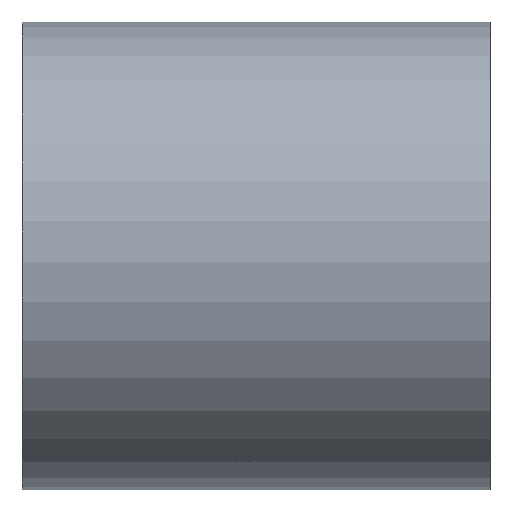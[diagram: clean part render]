
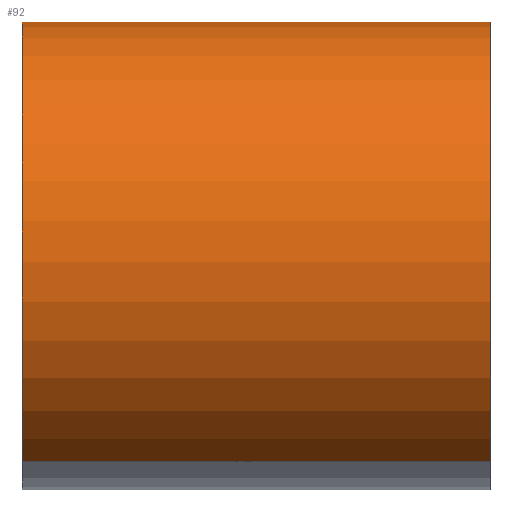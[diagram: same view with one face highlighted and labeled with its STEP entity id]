
A CAD part, left-side view. The second image highlights one B-rep face of the part: STEP entity #92.
In plain terms, the highlighted cylindrical face has radius 30 mm (diameter 60 mm), a partial arc.
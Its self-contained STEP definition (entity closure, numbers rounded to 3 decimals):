
#52=VECTOR('Line Direction',#51,1.) ;
#66=VECTOR('Line Direction',#65,1.) ;
#37=DIRECTION('Axis2P3D Direction',(0.,1.,0.)) ;
#38=DIRECTION('Axis2P3D XDirection',(0.479,-0.,0.878)) ;
#51=DIRECTION('Vector Direction',(0.,1.,0.)) ;
#65=DIRECTION('Vector Direction',(0.,1.,0.)) ;
#77=DIRECTION('Axis2P3D Direction',(0.,1.,0.)) ;
#82=DIRECTION('Axis2P3D Direction',(0.,1.,0.)) ;
#36=CARTESIAN_POINT('Axis2P3D Location',(0.,30.,0.)) ;
#45=CARTESIAN_POINT('Vertex',(14.383,60.,26.327)) ;
#47=CARTESIAN_POINT('Vertex',(-14.383,60.,-26.327)) ;
#50=CARTESIAN_POINT('Line Origine',(14.383,30.,26.327)) ;
#54=CARTESIAN_POINT('Vertex',(14.383,0.,26.327)) ;
#61=CARTESIAN_POINT('Vertex',(-14.383,0.,-26.327)) ;
#64=CARTESIAN_POINT('Line Origine',(-14.383,30.,-26.327)) ;
#76=CARTESIAN_POINT('Axis2P3D Location',(0.,60.,0.)) ;
#81=CARTESIAN_POINT('Axis2P3D Location',(0.,0.,0.)) ;
#39=AXIS2_PLACEMENT_3D('Cylinder Axis2P3D',#36,#37,#38) ;
#78=AXIS2_PLACEMENT_3D('Circle Axis2P3D',#76,#77,$) ;
#83=AXIS2_PLACEMENT_3D('Circle Axis2P3D',#81,#82,$) ;
#56=EDGE_CURVE('',#46,#55,#53,.F.) ;
#68=EDGE_CURVE('',#48,#62,#67,.F.) ;
#80=EDGE_CURVE('',#48,#46,#79,.T.) ;
#85=EDGE_CURVE('',#62,#55,#84,.T.) ;
#87=ORIENTED_EDGE('',*,*,#80,.F.) ;
#88=ORIENTED_EDGE('',*,*,#68,.T.) ;
#89=ORIENTED_EDGE('',*,*,#85,.T.) ;
#90=ORIENTED_EDGE('',*,*,#56,.F.) ;
#53=LINE('Line',#50,#52) ;
#67=LINE('Line',#64,#66) ;
#92=ADVANCED_FACE('Corps principal',(#91),#40,.T.) ;
#79=CIRCLE('generated circle',#78,30.) ;
#84=CIRCLE('generated circle',#83,30.) ;
#40=CYLINDRICAL_SURFACE('generated cylinder',#39,30.) ;
#46=VERTEX_POINT('',#45) ;
#48=VERTEX_POINT('',#47) ;
#55=VERTEX_POINT('',#54) ;
#62=VERTEX_POINT('',#61) ;
#86=EDGE_LOOP('',(#87,#88,#89,#90)) ;
#91=FACE_OUTER_BOUND('',#86,.T.) ;
